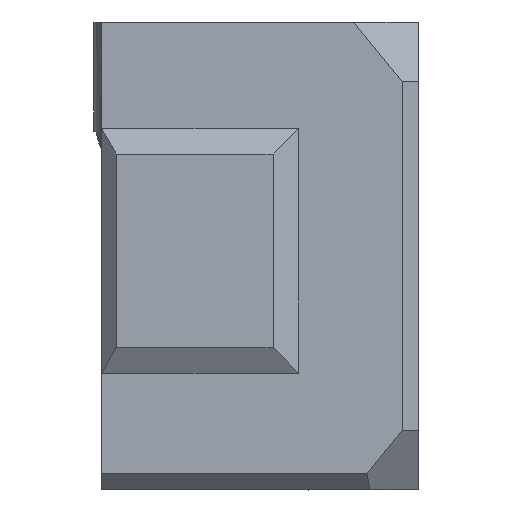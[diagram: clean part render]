
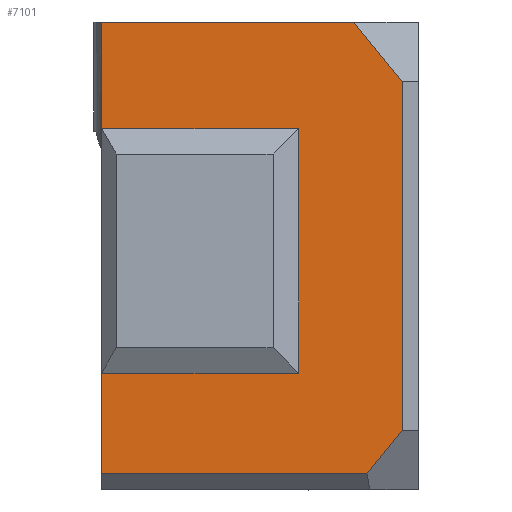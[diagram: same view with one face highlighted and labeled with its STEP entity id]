
A CAD part, top view. The second image highlights one B-rep face of the part: STEP entity #7101.
In plain terms, the highlighted planar face has unit normal (0, 0, 1).
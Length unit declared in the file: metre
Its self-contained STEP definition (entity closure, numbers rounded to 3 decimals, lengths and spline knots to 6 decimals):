
#1901=ORIENTED_EDGE('',*,*,#3108,.T.);
#1902=ORIENTED_EDGE('',*,*,#3109,.F.);
#1903=ORIENTED_EDGE('',*,*,#3110,.T.);
#1904=ORIENTED_EDGE('',*,*,#3111,.F.);
#1905=ORIENTED_EDGE('',*,*,#2259,.T.);
#1906=ORIENTED_EDGE('',*,*,#3112,.T.);
#1907=ORIENTED_EDGE('',*,*,#2970,.F.);
#1908=ORIENTED_EDGE('',*,*,#2976,.F.);
#1909=ORIENTED_EDGE('',*,*,#2971,.F.);
#1910=ORIENTED_EDGE('',*,*,#3113,.T.);
#2259=EDGE_CURVE('',#3243,#3259,#3887,.T.);
#2970=EDGE_CURVE('',#3716,#3713,#4483,.T.);
#2971=EDGE_CURVE('',#3717,#3718,#4484,.T.);
#2976=EDGE_CURVE('',#3718,#3716,#4489,.T.);
#3108=EDGE_CURVE('',#3791,#3792,#4605,.T.);
#3109=EDGE_CURVE('',#3793,#3792,#4606,.T.);
#3110=EDGE_CURVE('',#3793,#3794,#4607,.T.);
#3111=EDGE_CURVE('',#3243,#3794,#4608,.T.);
#3112=EDGE_CURVE('',#3259,#3713,#4609,.T.);
#3113=EDGE_CURVE('',#3717,#3791,#4610,.T.);
#3243=VERTEX_POINT('',#9598);
#3259=VERTEX_POINT('',#9630);
#3713=VERTEX_POINT('',#11257);
#3716=VERTEX_POINT('',#11262);
#3717=VERTEX_POINT('',#11266);
#3718=VERTEX_POINT('',#11267);
#3791=VERTEX_POINT('',#11559);
#3792=VERTEX_POINT('',#11560);
#3793=VERTEX_POINT('',#11562);
#3794=VERTEX_POINT('',#11564);
#3887=LINE('',#9631,#4743);
#4483=LINE('',#11263,#5339);
#4484=LINE('',#11265,#5340);
#4489=LINE('',#11275,#5345);
#4605=LINE('',#11558,#5461);
#4606=LINE('',#11561,#5462);
#4607=LINE('',#11563,#5463);
#4608=LINE('',#11565,#5464);
#4609=LINE('',#11566,#5465);
#4610=LINE('',#11567,#5466);
#4743=VECTOR('',#7740,1.);
#5339=VECTOR('',#9044,1.);
#5340=VECTOR('',#9047,1.);
#5345=VECTOR('',#9054,1.);
#5461=VECTOR('',#9316,1.);
#5462=VECTOR('',#9317,1.);
#5463=VECTOR('',#9318,1.);
#5464=VECTOR('',#9319,1.);
#5465=VECTOR('',#9320,1.);
#5466=VECTOR('',#9321,1.);
#5937=EDGE_LOOP('',(#1901,#1902,#1903,#1904,#1905,#1906,#1907,#1908,#1909,
#1910));
#6368=FACE_BOUND('',#5937,.T.);
#6710=PLANE('',#7624);
#7101=ADVANCED_FACE('',(#6368),#6710,.T.);
#7624=AXIS2_PLACEMENT_3D('',#11557,#9314,#9315);
#7740=DIRECTION('',(-1.,0.,0.));
#9044=DIRECTION('',(-1.,0.,0.));
#9047=DIRECTION('',(1.,0.,0.));
#9054=DIRECTION('',(0.,1.,0.));
#9314=DIRECTION('',(0.,0.,1.));
#9315=DIRECTION('',(-1.,0.,0.));
#9316=DIRECTION('',(1.,0.,0.));
#9317=DIRECTION('',(-0.632,-0.775,0.));
#9318=DIRECTION('',(0.,1.,0.));
#9319=DIRECTION('',(0.632,-0.775,0.));
#9320=DIRECTION('',(0.,-1.,0.));
#9321=DIRECTION('',(0.,-1.,0.));
#9598=CARTESIAN_POINT('',(0.349404,0.22691,0.36629));
#9630=CARTESIAN_POINT('',(0.318114,0.22691,0.36629));
#9631=CARTESIAN_POINT('',(0.357404,0.22691,0.36629));
#11257=CARTESIAN_POINT('',(0.318114,0.21369,0.36629));
#11262=CARTESIAN_POINT('',(0.34255,0.21369,0.36629));
#11263=CARTESIAN_POINT('',(0.343868,0.21369,0.36629));
#11265=CARTESIAN_POINT('',(0.343868,0.18334,0.36629));
#11266=CARTESIAN_POINT('',(0.318114,0.18334,0.36629));
#11267=CARTESIAN_POINT('',(0.34255,0.18334,0.36629));
#11275=CARTESIAN_POINT('',(0.34255,0.205125,0.36629));
#11557=CARTESIAN_POINT('',(0.357404,0.22691,0.36629));
#11558=CARTESIAN_POINT('',(0.347582,0.17091,0.36629));
#11559=CARTESIAN_POINT('',(0.318114,0.17091,0.36629));
#11560=CARTESIAN_POINT('',(0.351037,0.17091,0.36629));
#11561=CARTESIAN_POINT('',(0.368532,0.192337,0.36629));
#11562=CARTESIAN_POINT('',(0.355404,0.176258,0.36629));
#11563=CARTESIAN_POINT('',(0.355404,0.22691,0.36629));
#11564=CARTESIAN_POINT('',(0.355404,0.219562,0.36629));
#11565=CARTESIAN_POINT('',(0.353925,0.221373,0.36629));
#11566=CARTESIAN_POINT('',(0.318114,0.22691,0.36629));
#11567=CARTESIAN_POINT('',(0.318114,0.22691,0.36629));
